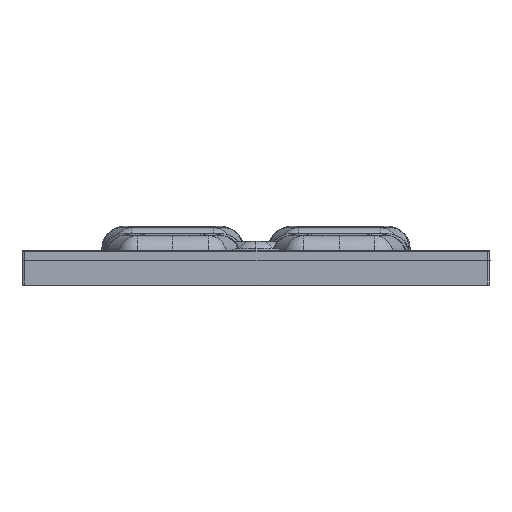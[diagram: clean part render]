
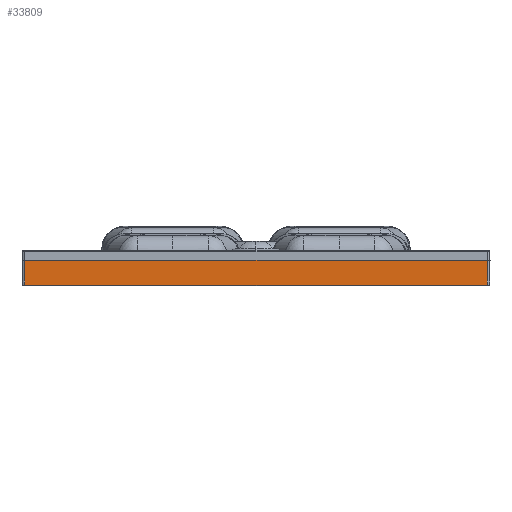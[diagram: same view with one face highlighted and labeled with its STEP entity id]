
A CAD part, left-side view. The second image highlights one B-rep face of the part: STEP entity #33809.
In plain terms, the highlighted planar face has unit normal (-1, 0, -0.018).
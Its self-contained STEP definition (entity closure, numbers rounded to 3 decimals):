
#1441 = CARTESIAN_POINT ( 'NONE',  ( -86.5, 0., 3.85 ) ) ;
#3224 = CARTESIAN_POINT ( 'NONE',  ( -86.5, 0., 3.85 ) ) ;
#5469 = EDGE_CURVE ( 'NONE', #25123, #27478, #21353, .T. ) ;
#8038 = ORIENTED_EDGE ( 'NONE', *, *, #27870, .F. ) ;
#8188 = ORIENTED_EDGE ( 'NONE', *, *, #5469, .T. ) ;
#8285 = DIRECTION ( 'NONE',  ( -1., 0., -0.017 ) ) ;
#8679 = ORIENTED_EDGE ( 'NONE', *, *, #20809, .T. ) ;
#13540 = CARTESIAN_POINT ( 'NONE',  ( -86.5, 35.3, 3.85 ) ) ;
#14377 = VECTOR ( 'NONE', #17365, 1000. ) ;
#14886 = LINE ( 'NONE', #1441, #51928 ) ;
#17365 = DIRECTION ( 'NONE',  ( -0.017, 0., 1. ) ) ;
#18526 = CARTESIAN_POINT ( 'NONE',  ( -86.5, -35.3, 3.85 ) ) ;
#19649 = DIRECTION ( 'NONE',  ( 0., -1., 0. ) ) ;
#20572 = AXIS2_PLACEMENT_3D ( 'NONE', #3224, #8285, #40192 ) ;
#20809 = EDGE_CURVE ( 'NONE', #23544, #20884, #30521, .T. ) ;
#20884 = VERTEX_POINT ( 'NONE', #18526 ) ;
#21353 = LINE ( 'NONE', #26689, #57972 ) ;
#22998 = EDGE_CURVE ( 'NONE', #27478, #23544, #57799, .T. ) ;
#23544 = VERTEX_POINT ( 'NONE', #54115 ) ;
#23659 = ORIENTED_EDGE ( 'NONE', *, *, #22998, .T. ) ;
#25123 = VERTEX_POINT ( 'NONE', #13540 ) ;
#26331 = CARTESIAN_POINT ( 'NONE',  ( -86.5, -35.3, 3.85 ) ) ;
#26689 = CARTESIAN_POINT ( 'NONE',  ( -86.5, 35.3, 3.85 ) ) ;
#27478 = VERTEX_POINT ( 'NONE', #42402 ) ;
#27870 = EDGE_CURVE ( 'NONE', #25123, #20884, #14886, .T. ) ;
#30521 = LINE ( 'NONE', #26331, #14377 ) ;
#33809 = ADVANCED_FACE ( 'NONE', ( #53362 ), #35727, .T. ) ;
#34816 = CARTESIAN_POINT ( 'NONE',  ( -86.435, -35.3, 0.098 ) ) ;
#34891 = EDGE_LOOP ( 'NONE', ( #8188, #23659, #8679, #8038 ) ) ;
#35727 = PLANE ( 'NONE',  #20572 ) ;
#39579 = DIRECTION ( 'NONE',  ( 0.017, 0., -1. ) ) ;
#40192 = DIRECTION ( 'NONE',  ( -0.017, 0., 1. ) ) ;
#42402 = CARTESIAN_POINT ( 'NONE',  ( -86.435, 35.3, 0.098 ) ) ;
#45357 = VECTOR ( 'NONE', #52424, 1000. ) ;
#51928 = VECTOR ( 'NONE', #19649, 1000. ) ;
#52424 = DIRECTION ( 'NONE',  ( 0., -1., 0. ) ) ;
#53362 = FACE_OUTER_BOUND ( 'NONE', #34891, .T. ) ;
#54115 = CARTESIAN_POINT ( 'NONE',  ( -86.435, -35.3, 0.098 ) ) ;
#57799 = LINE ( 'NONE', #34816, #45357 ) ;
#57972 = VECTOR ( 'NONE', #39579, 1000. ) ;
